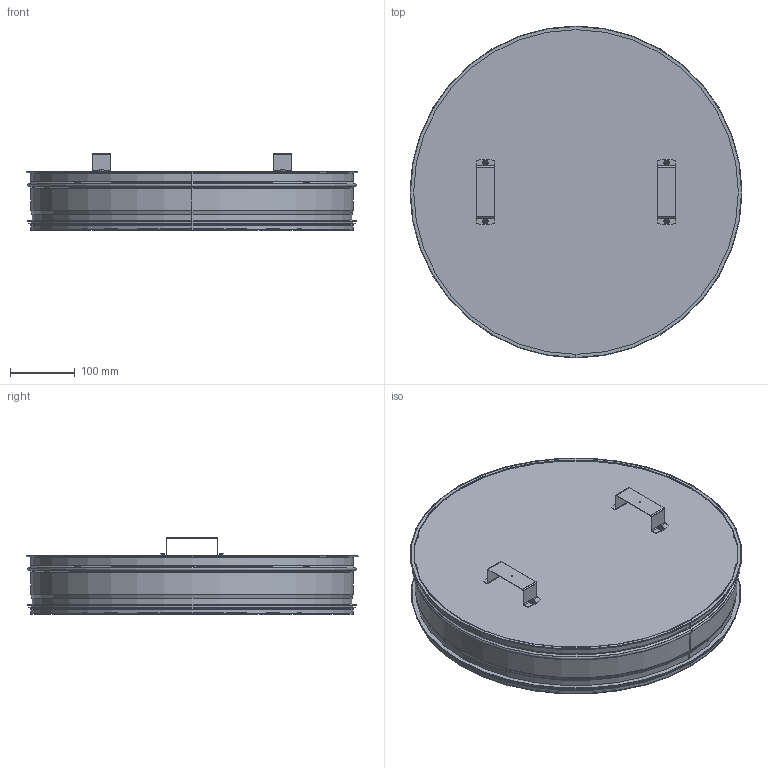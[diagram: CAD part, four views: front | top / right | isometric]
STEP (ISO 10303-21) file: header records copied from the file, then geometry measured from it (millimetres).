
FILE_DESCRIPTION((''),'2;1');
FILE_NAME('HÄLH-500.stp','2014-02-21T13:08:00',(''),(''),'Autodesk Inventor 2013','Autodesk Inventor 2013','');
FILE_SCHEMA(('AUTOMOTIVE_DESIGN { 1 2 10303 214 0 1 1 1 }'));
Length unit declared in the file: millimetre
Products named in the file (7): HÄLH-500; 116043; HSGMedFals-500; HSGMedFalsRörämne-500; 999010; Handtag-75_1; Borrskruv_4,2x9,5
Assembly tree (10 placements, depth 3):
  HÄLH-500
    116043
    HSGMedFals-500
      HSGMedFalsRörämne-500
      999010
    Handtag-75_1  x2
    Borrskruv_4,2x9,5  x4
Bounding box: 513.25 x 513.25 x 118.99 mm (x, y, z)
Volume: 254745.6 mm3; surface area: 870187.3 mm2
Topology: 9 solids, 9 shells, 572 faces, 1266 edges, 717 vertices
Faces by surface type: plane 288, cylinder 154, torus 60, bspline 36, cone 34
Full cylindrical faces by diameter (mm): 2 x2, 4 x4, 5.1 x4, 8.4 x4, 492.95 x1, 493.95 x1, 495.15 x1, 497.75 x6, 498.75 x3, 501.75 x1, 504.15 x1, 509.15 x1, 511 x1
Entity records: 7299 total; most frequent: CARTESIAN_POINT 1919, DIRECTION 1126, ORIENTED_EDGE 956, EDGE_CURVE 478, AXIS2_PLACEMENT_3D 439, VERTEX_POINT 277, EDGE_LOOP 277, VECTOR 248
